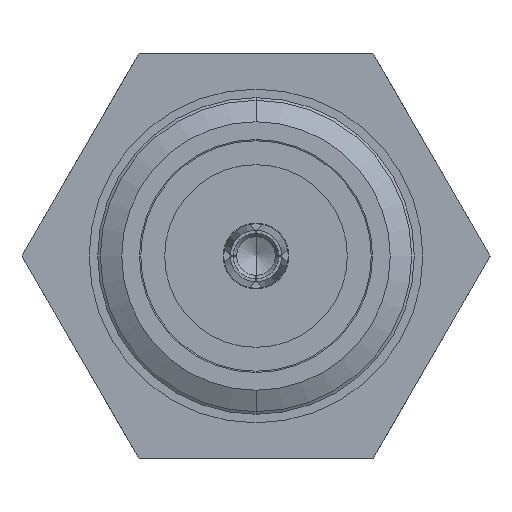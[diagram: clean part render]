
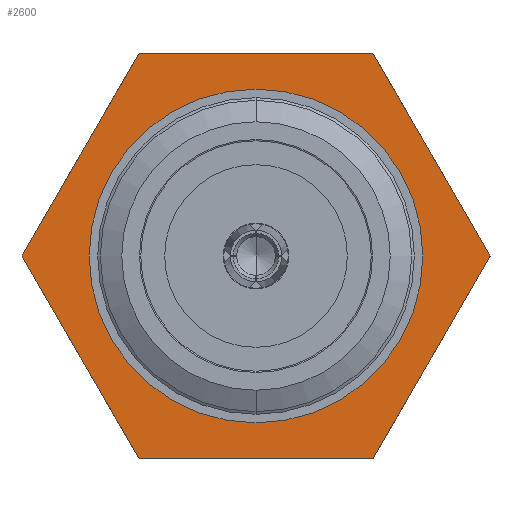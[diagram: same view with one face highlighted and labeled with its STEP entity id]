
A CAD part, front view. The second image highlights one B-rep face of the part: STEP entity #2600.
In plain terms, the highlighted face is planar.
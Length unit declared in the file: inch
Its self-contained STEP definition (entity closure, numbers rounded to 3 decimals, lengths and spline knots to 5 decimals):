
#113 = CIRCLE ( 'NONE', #3843, 0.12967 ) ;
#130 = ORIENTED_EDGE ( 'NONE', *, *, #3713, .F. ) ;
#161 = VECTOR ( 'NONE', #472, 39.37008 ) ;
#472 = DIRECTION ( 'NONE',  ( 0., 0.5, -0.866 ) ) ;
#486 = CARTESIAN_POINT ( 'NONE',  ( -0.27991, 0.09092, 0.15748 ) ) ;
#529 = ORIENTED_EDGE ( 'NONE', *, *, #4100, .T. ) ;
#582 = CARTESIAN_POINT ( 'NONE',  ( -0.27991, 0., 0. ) ) ;
#633 = VERTEX_POINT ( 'NONE', #2721 ) ;
#671 = CARTESIAN_POINT ( 'NONE',  ( -0.27991, 0.09092, 0.15748 ) ) ;
#780 = CARTESIAN_POINT ( 'NONE',  ( -0.27991, 0.18184, 0. ) ) ;
#788 = AXIS2_PLACEMENT_3D ( 'NONE', #582, #5880, #5822 ) ;
#1050 = FACE_OUTER_BOUND ( 'NONE', #2856, .T. ) ;
#1158 = LINE ( 'NONE', #4580, #5671 ) ;
#1204 = DIRECTION ( 'NONE',  ( 1., 0., 0. ) ) ;
#1329 = CIRCLE ( 'NONE', #4387, 0.12967 ) ;
#1468 = VERTEX_POINT ( 'NONE', #4430 ) ;
#1547 = CARTESIAN_POINT ( 'NONE',  ( -0.27991, -0.18184, 0. ) ) ;
#1567 = EDGE_CURVE ( 'NONE', #3658, #5747, #5081, .T. ) ;
#1776 = LINE ( 'NONE', #6002, #3349 ) ;
#2298 = ORIENTED_EDGE ( 'NONE', *, *, #2509, .F. ) ;
#2391 = EDGE_CURVE ( 'NONE', #3975, #1468, #2810, .T. ) ;
#2509 = EDGE_CURVE ( 'NONE', #633, #4523, #113, .T. ) ;
#2543 = VECTOR ( 'NONE', #5177, 39.37008 ) ;
#2600 = ADVANCED_FACE ( 'NONE', ( #5351, #1050 ), #4914, .T. ) ;
#2711 = ORIENTED_EDGE ( 'NONE', *, *, #2391, .T. ) ;
#2721 = CARTESIAN_POINT ( 'NONE',  ( -0.27991, 0., 0.12967 ) ) ;
#2724 = EDGE_CURVE ( 'NONE', #3091, #3975, #1776, .T. ) ;
#2744 = LINE ( 'NONE', #3678, #5195 ) ;
#2797 = LINE ( 'NONE', #4230, #161 ) ;
#2803 = ORIENTED_EDGE ( 'NONE', *, *, #4556, .T. ) ;
#2810 = LINE ( 'NONE', #486, #3345 ) ;
#2856 = EDGE_LOOP ( 'NONE', ( #529, #5254, #2711, #4693, #2803, #3663 ) ) ;
#2978 = CARTESIAN_POINT ( 'NONE',  ( -0.27991, -0.09092, -0.15748 ) ) ;
#3091 = VERTEX_POINT ( 'NONE', #780 ) ;
#3158 = EDGE_LOOP ( 'NONE', ( #130, #2298 ) ) ;
#3345 = VECTOR ( 'NONE', #4242, 39.37008 ) ;
#3349 = VECTOR ( 'NONE', #4968, 39.37008 ) ;
#3383 = EDGE_CURVE ( 'NONE', #1468, #4174, #1158, .T. ) ;
#3658 = VERTEX_POINT ( 'NONE', #2978 ) ;
#3663 = ORIENTED_EDGE ( 'NONE', *, *, #1567, .T. ) ;
#3678 = CARTESIAN_POINT ( 'NONE',  ( -0.27991, 0.09092, -0.15748 ) ) ;
#3686 = CARTESIAN_POINT ( 'NONE',  ( -0.27991, 0., 0. ) ) ;
#3702 = CARTESIAN_POINT ( 'NONE',  ( -0.27991, -0.09092, -0.15748 ) ) ;
#3713 = EDGE_CURVE ( 'NONE', #4523, #633, #1329, .T. ) ;
#3843 = AXIS2_PLACEMENT_3D ( 'NONE', #5510, #1204, #4972 ) ;
#3975 = VERTEX_POINT ( 'NONE', #671 ) ;
#4049 = DIRECTION ( 'NONE',  ( 0., -0.5, -0.866 ) ) ;
#4100 = EDGE_CURVE ( 'NONE', #5747, #3091, #2744, .T. ) ;
#4126 = DIRECTION ( 'NONE',  ( 1., 0., 0. ) ) ;
#4174 = VERTEX_POINT ( 'NONE', #1547 ) ;
#4230 = CARTESIAN_POINT ( 'NONE',  ( -0.27991, -0.18184, 0. ) ) ;
#4242 = DIRECTION ( 'NONE',  ( 0., -1., 0. ) ) ;
#4387 = AXIS2_PLACEMENT_3D ( 'NONE', #3686, #4126, #4417 ) ;
#4417 = DIRECTION ( 'NONE',  ( 0., 0., -1. ) ) ;
#4430 = CARTESIAN_POINT ( 'NONE',  ( -0.27991, -0.09092, 0.15748 ) ) ;
#4523 = VERTEX_POINT ( 'NONE', #6106 ) ;
#4556 = EDGE_CURVE ( 'NONE', #4174, #3658, #2797, .T. ) ;
#4580 = CARTESIAN_POINT ( 'NONE',  ( -0.27991, -0.09092, 0.15748 ) ) ;
#4693 = ORIENTED_EDGE ( 'NONE', *, *, #3383, .T. ) ;
#4914 = PLANE ( 'NONE',  #788 ) ;
#4968 = DIRECTION ( 'NONE',  ( 0., -0.5, 0.866 ) ) ;
#4972 = DIRECTION ( 'NONE',  ( 0., 0., -1. ) ) ;
#5081 = LINE ( 'NONE', #3702, #2543 ) ;
#5118 = DIRECTION ( 'NONE',  ( 0., 0.5, 0.866 ) ) ;
#5177 = DIRECTION ( 'NONE',  ( 0., 1., 0. ) ) ;
#5195 = VECTOR ( 'NONE', #5118, 39.37008 ) ;
#5254 = ORIENTED_EDGE ( 'NONE', *, *, #2724, .T. ) ;
#5271 = CARTESIAN_POINT ( 'NONE',  ( -0.27991, 0.09092, -0.15748 ) ) ;
#5351 = FACE_BOUND ( 'NONE', #3158, .T. ) ;
#5510 = CARTESIAN_POINT ( 'NONE',  ( -0.27991, 0., 0. ) ) ;
#5671 = VECTOR ( 'NONE', #4049, 39.37008 ) ;
#5747 = VERTEX_POINT ( 'NONE', #5271 ) ;
#5822 = DIRECTION ( 'NONE',  ( 0., 0., -1. ) ) ;
#5880 = DIRECTION ( 'NONE',  ( 1., 0., 0. ) ) ;
#6002 = CARTESIAN_POINT ( 'NONE',  ( -0.27991, 0.18184, 0. ) ) ;
#6106 = CARTESIAN_POINT ( 'NONE',  ( -0.27991, 0., -0.12967 ) ) ;
